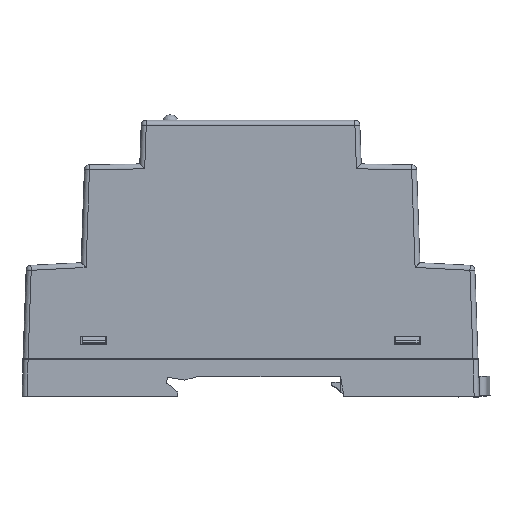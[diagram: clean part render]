
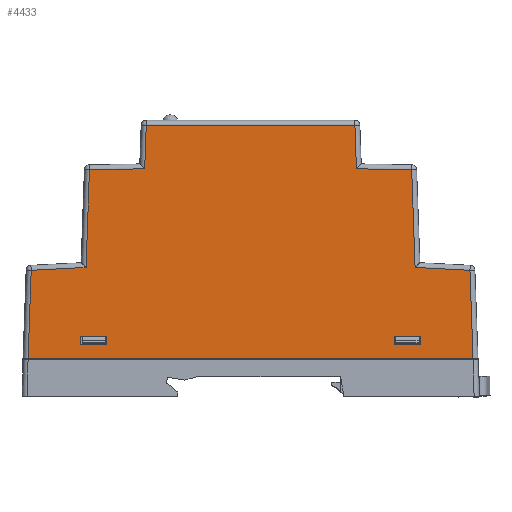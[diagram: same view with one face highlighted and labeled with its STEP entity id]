
A CAD part, left-side view. The second image highlights one B-rep face of the part: STEP entity #4433.
In plain terms, the highlighted planar face has unit normal (-1, -0.001, 0).
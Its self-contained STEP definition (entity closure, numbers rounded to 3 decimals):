
#3405=CARTESIAN_POINT('',(-12.25,29.07,2.98));
#3406=VERTEX_POINT('',#3405);
#3413=CARTESIAN_POINT('',(-12.25,29.07,4.73));
#3414=VERTEX_POINT('',#3413);
#3415=CARTESIAN_POINT('',(-12.25,29.07,4.73));
#3416=DIRECTION('',(0.0,0.0,-1.0));
#3417=VECTOR('',#3416,1.75);
#3418=LINE('',#3415,#3417);
#3419=EDGE_CURVE('',#3414,#3406,#3418,.T.);
#3435=CARTESIAN_POINT('',(-12.25,34.32,4.73));
#3436=VERTEX_POINT('',#3435);
#3445=CARTESIAN_POINT('',(-12.25,34.32,4.73));
#3446=DIRECTION('',(0.0,-1.0,0.0));
#3447=VECTOR('',#3446,5.25);
#3448=LINE('',#3445,#3447);
#3449=EDGE_CURVE('',#3436,#3414,#3448,.T.);
#3461=CARTESIAN_POINT('',(-12.25,34.32,2.98));
#3462=VERTEX_POINT('',#3461);
#3463=CARTESIAN_POINT('',(-12.25,34.32,2.98));
#3464=DIRECTION('',(0.0,0.0,1.0));
#3465=VECTOR('',#3464,1.75);
#3466=LINE('',#3463,#3465);
#3467=EDGE_CURVE('',#3462,#3436,#3466,.T.);
#4266=CARTESIAN_POINT('',(-12.25,-44.369,18.084));
#4267=VERTEX_POINT('',#4266);
#4268=CARTESIAN_POINT('',(-12.25,-45.001,0.));
#4269=VERTEX_POINT('',#4268);
#4270=CARTESIAN_POINT('',(-12.25,-44.369,18.084));
#4271=DIRECTION('',(0.0,-0.035,-0.999));
#4272=VECTOR('',#4271,18.095);
#4273=LINE('',#4270,#4272);
#4274=EDGE_CURVE('',#4267,#4269,#4273,.T.);
#4294=CARTESIAN_POINT('',(-12.25,0.0,24.2));
#4295=DIRECTION('',(1.0,0.0,0.0));
#4296=DIRECTION('',(0.0,0.0,-1.0));
#4297=AXIS2_PLACEMENT_3D('',#4294,#4295,#4296);
#4298=PLANE('',#4297);
#4299=ORIENTED_EDGE('',*,*,#4274,.F.);
#4300=CARTESIAN_POINT('',(-12.25,-33.275,18.666));
#4301=VERTEX_POINT('',#4300);
#4302=CARTESIAN_POINT('',(-12.25,-33.275,18.666));
#4303=DIRECTION('',(0.0,-0.999,-0.052));
#4304=VECTOR('',#4303,11.109);
#4305=LINE('',#4302,#4304);
#4306=EDGE_CURVE('',#4301,#4267,#4305,.T.);
#4307=ORIENTED_EDGE('',*,*,#4306,.F.);
#4308=CARTESIAN_POINT('',(-12.25,-32.585,38.417));
#4309=VERTEX_POINT('',#4308);
#4310=CARTESIAN_POINT('',(-12.25,-32.585,38.417));
#4311=DIRECTION('',(0.0,-0.035,-0.999));
#4312=VECTOR('',#4311,19.763);
#4313=LINE('',#4310,#4312);
#4314=EDGE_CURVE('',#4309,#4301,#4313,.T.);
#4315=ORIENTED_EDGE('',*,*,#4314,.F.);
#4316=CARTESIAN_POINT('',(-12.25,-21.409,38.612));
#4317=VERTEX_POINT('',#4316);
#4318=CARTESIAN_POINT('',(-12.25,-21.409,38.612));
#4319=DIRECTION('',(0.0,-1.,-0.017));
#4320=VECTOR('',#4319,11.178);
#4321=LINE('',#4318,#4320);
#4322=EDGE_CURVE('',#4317,#4309,#4321,.T.);
#4323=ORIENTED_EDGE('',*,*,#4322,.F.);
#4324=CARTESIAN_POINT('',(-12.25,-21.102,47.4));
#4325=VERTEX_POINT('',#4324);
#4326=CARTESIAN_POINT('',(-12.25,-21.102,47.4));
#4327=DIRECTION('',(0.0,-0.035,-0.999));
#4328=VECTOR('',#4327,8.794);
#4329=LINE('',#4326,#4328);
#4330=EDGE_CURVE('',#4325,#4317,#4329,.T.);
#4331=ORIENTED_EDGE('',*,*,#4330,.F.);
#4332=CARTESIAN_POINT('',(-12.25,21.102,47.4));
#4333=VERTEX_POINT('',#4332);
#4334=CARTESIAN_POINT('',(-12.25,21.102,47.4));
#4335=DIRECTION('',(0.0,-1.0,0.0));
#4336=VECTOR('',#4335,42.205);
#4337=LINE('',#4334,#4336);
#4338=EDGE_CURVE('',#4333,#4325,#4337,.T.);
#4339=ORIENTED_EDGE('',*,*,#4338,.F.);
#4340=CARTESIAN_POINT('',(-12.25,21.409,38.612));
#4341=VERTEX_POINT('',#4340);
#4342=CARTESIAN_POINT('',(-12.25,21.409,38.612));
#4343=DIRECTION('',(0.0,-0.035,0.999));
#4344=VECTOR('',#4343,8.794);
#4345=LINE('',#4342,#4344);
#4346=EDGE_CURVE('',#4341,#4333,#4345,.T.);
#4347=ORIENTED_EDGE('',*,*,#4346,.F.);
#4348=CARTESIAN_POINT('',(-12.25,32.585,38.417));
#4349=VERTEX_POINT('',#4348);
#4350=CARTESIAN_POINT('',(-12.25,32.585,38.417));
#4351=DIRECTION('',(0.0,-1.,0.017));
#4352=VECTOR('',#4351,11.178);
#4353=LINE('',#4350,#4352);
#4354=EDGE_CURVE('',#4349,#4341,#4353,.T.);
#4355=ORIENTED_EDGE('',*,*,#4354,.F.);
#4356=CARTESIAN_POINT('',(-12.25,33.275,18.666));
#4357=VERTEX_POINT('',#4356);
#4358=CARTESIAN_POINT('',(-12.25,33.275,18.666));
#4359=DIRECTION('',(0.0,-0.035,0.999));
#4360=VECTOR('',#4359,19.763);
#4361=LINE('',#4358,#4360);
#4362=EDGE_CURVE('',#4357,#4349,#4361,.T.);
#4363=ORIENTED_EDGE('',*,*,#4362,.F.);
#4364=CARTESIAN_POINT('',(-12.25,44.369,18.084));
#4365=VERTEX_POINT('',#4364);
#4366=CARTESIAN_POINT('',(-12.25,44.369,18.084));
#4367=DIRECTION('',(0.0,-0.999,0.052));
#4368=VECTOR('',#4367,11.109);
#4369=LINE('',#4366,#4368);
#4370=EDGE_CURVE('',#4365,#4357,#4369,.T.);
#4371=ORIENTED_EDGE('',*,*,#4370,.F.);
#4372=CARTESIAN_POINT('',(-12.25,45.001,0.0));
#4373=VERTEX_POINT('',#4372);
#4374=CARTESIAN_POINT('',(-12.25,45.,0.));
#4375=DIRECTION('',(0.0,-0.035,0.999));
#4376=VECTOR('',#4375,18.095);
#4377=LINE('',#4374,#4376);
#4378=EDGE_CURVE('',#4373,#4365,#4377,.T.);
#4379=ORIENTED_EDGE('',*,*,#4378,.F.);
#4380=CARTESIAN_POINT('',(-12.25,45.001,0.0));
#4381=DIRECTION('',(0.0,-1.0,0.0));
#4382=VECTOR('',#4381,90.002);
#4383=LINE('',#4380,#4382);
#4384=EDGE_CURVE('',#4373,#4269,#4383,.T.);
#4385=ORIENTED_EDGE('',*,*,#4384,.T.);
#4386=EDGE_LOOP('',(#4299,#4307,#4315,#4323,#4331,#4339,#4347,#4355,#4363,#4371,#4379,#4385));
#4387=FACE_OUTER_BOUND('',#4386,.T.);
#4388=CARTESIAN_POINT('',(-12.25,-34.32,2.98));
#4389=VERTEX_POINT('',#4388);
#4390=CARTESIAN_POINT('',(-12.25,-29.07,2.98));
#4391=VERTEX_POINT('',#4390);
#4392=CARTESIAN_POINT('',(-12.25,-34.32,2.98));
#4393=DIRECTION('',(0.0,1.,0.));
#4394=VECTOR('',#4393,5.25);
#4395=LINE('',#4392,#4394);
#4396=EDGE_CURVE('',#4389,#4391,#4395,.T.);
#4397=ORIENTED_EDGE('',*,*,#4396,.T.);
#4398=CARTESIAN_POINT('',(-12.25,-29.07,4.73));
#4399=VERTEX_POINT('',#4398);
#4400=CARTESIAN_POINT('',(-12.25,-29.07,2.98));
#4401=DIRECTION('',(0.0,0.0,1.0));
#4402=VECTOR('',#4401,1.75);
#4403=LINE('',#4400,#4402);
#4404=EDGE_CURVE('',#4391,#4399,#4403,.T.);
#4405=ORIENTED_EDGE('',*,*,#4404,.T.);
#4406=CARTESIAN_POINT('',(-12.25,-34.32,4.73));
#4407=VERTEX_POINT('',#4406);
#4408=CARTESIAN_POINT('',(-12.25,-29.07,4.73));
#4409=DIRECTION('',(0.0,-1.0,0.0));
#4410=VECTOR('',#4409,5.25);
#4411=LINE('',#4408,#4410);
#4412=EDGE_CURVE('',#4399,#4407,#4411,.T.);
#4413=ORIENTED_EDGE('',*,*,#4412,.T.);
#4414=CARTESIAN_POINT('',(-12.25,-34.32,4.73));
#4415=DIRECTION('',(0.0,0.0,-1.0));
#4416=VECTOR('',#4415,1.75);
#4417=LINE('',#4414,#4416);
#4418=EDGE_CURVE('',#4407,#4389,#4417,.T.);
#4419=ORIENTED_EDGE('',*,*,#4418,.T.);
#4420=EDGE_LOOP('',(#4397,#4405,#4413,#4419));
#4421=FACE_BOUND('',#4420,.T.);
#4422=CARTESIAN_POINT('',(-12.25,29.07,2.98));
#4423=DIRECTION('',(0.0,1.0,0.));
#4424=VECTOR('',#4423,5.25);
#4425=LINE('',#4422,#4424);
#4426=EDGE_CURVE('',#3406,#3462,#4425,.T.);
#4427=ORIENTED_EDGE('',*,*,#4426,.T.);
#4428=ORIENTED_EDGE('',*,*,#3467,.T.);
#4429=ORIENTED_EDGE('',*,*,#3449,.T.);
#4430=ORIENTED_EDGE('',*,*,#3419,.T.);
#4431=EDGE_LOOP('',(#4427,#4428,#4429,#4430));
#4432=FACE_BOUND('',#4431,.T.);
#4433=ADVANCED_FACE('',(#4387,#4421,#4432),#4298,.F.);
